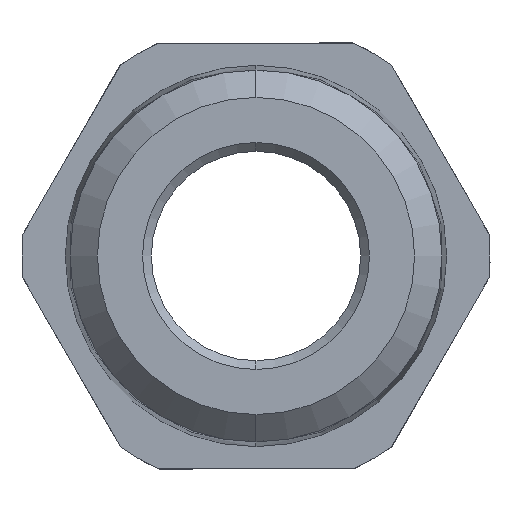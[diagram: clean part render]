
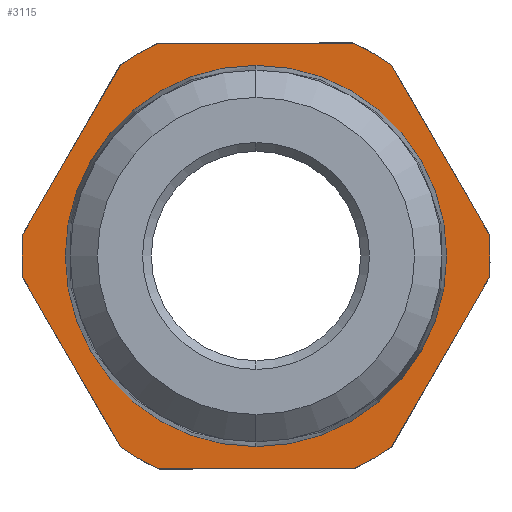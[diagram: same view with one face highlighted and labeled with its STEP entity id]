
A CAD part, left-side view. The second image highlights one B-rep face of the part: STEP entity #3115.
In plain terms, the highlighted planar face has unit normal (-1, 0, 0).
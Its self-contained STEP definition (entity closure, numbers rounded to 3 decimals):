
#86 = LINE ( 'NONE', #3954, #2481 ) ;
#94 = EDGE_CURVE ( 'NONE', #219, #2533, #3743, .T. ) ;
#137 = DIRECTION ( 'NONE',  ( 0., 0., 1. ) ) ;
#171 = DIRECTION ( 'NONE',  ( -1., 0., 0. ) ) ;
#201 = VERTEX_POINT ( 'NONE', #1764 ) ;
#211 = ORIENTED_EDGE ( 'NONE', *, *, #2519, .T. ) ;
#218 = CIRCLE ( 'NONE', #2081, 13.2 ) ;
#219 = VERTEX_POINT ( 'NONE', #1198 ) ;
#282 = VERTEX_POINT ( 'NONE', #3734 ) ;
#485 = DIRECTION ( 'NONE',  ( 0., 0., 1. ) ) ;
#491 = DIRECTION ( 'NONE',  ( -1., 0., 0. ) ) ;
#495 = DIRECTION ( 'NONE',  ( 0., 0.5, 0.866 ) ) ;
#535 = DIRECTION ( 'NONE',  ( 0., 1., 0. ) ) ;
#569 = ORIENTED_EDGE ( 'NONE', *, *, #3173, .T. ) ;
#581 = ORIENTED_EDGE ( 'NONE', *, *, #2970, .T. ) ;
#593 = VERTEX_POINT ( 'NONE', #2342 ) ;
#640 = EDGE_CURVE ( 'NONE', #1383, #3598, #2370, .T. ) ;
#660 = LINE ( 'NONE', #1804, #1531 ) ;
#662 = VERTEX_POINT ( 'NONE', #2611 ) ;
#715 = CIRCLE ( 'NONE', #1809, 13.2 ) ;
#737 = PLANE ( 'NONE',  #1754 ) ;
#746 = VECTOR ( 'NONE', #2787, 1000. ) ;
#754 = EDGE_CURVE ( 'NONE', #282, #201, #660, .T. ) ;
#800 = AXIS2_PLACEMENT_3D ( 'NONE', #2527, #1877, #2506 ) ;
#804 = CARTESIAN_POINT ( 'NONE',  ( 20.2, 0., 0. ) ) ;
#815 = CARTESIAN_POINT ( 'NONE',  ( 20.2, -10.392, -6. ) ) ;
#846 = CIRCLE ( 'NONE', #1848, 13.2 ) ;
#866 = FACE_OUTER_BOUND ( 'NONE', #2276, .T. ) ;
#874 = ORIENTED_EDGE ( 'NONE', *, *, #999, .T. ) ;
#884 = CARTESIAN_POINT ( 'NONE',  ( 20.2, 0., 0. ) ) ;
#890 = CARTESIAN_POINT ( 'NONE',  ( 20.2, 10.392, 6. ) ) ;
#907 = DIRECTION ( 'NONE',  ( -1., 0., 0. ) ) ;
#999 = EDGE_CURVE ( 'NONE', #3598, #3638, #3003, .T. ) ;
#1094 = CIRCLE ( 'NONE', #3989, 10.75 ) ;
#1124 = DIRECTION ( 'NONE',  ( 0., 0., 1. ) ) ;
#1194 = DIRECTION ( 'NONE',  ( 0., 0., 1. ) ) ;
#1198 = CARTESIAN_POINT ( 'NONE',  ( 20.2, 0., 10.75 ) ) ;
#1205 = VERTEX_POINT ( 'NONE', #1797 ) ;
#1229 = LINE ( 'NONE', #890, #746 ) ;
#1316 = ORIENTED_EDGE ( 'NONE', *, *, #3443, .T. ) ;
#1383 = VERTEX_POINT ( 'NONE', #1887 ) ;
#1417 = DIRECTION ( 'NONE',  ( 0., 0., 1. ) ) ;
#1460 = EDGE_CURVE ( 'NONE', #2533, #219, #1094, .T. ) ;
#1508 = DIRECTION ( 'NONE',  ( 0., -1., 0. ) ) ;
#1531 = VECTOR ( 'NONE', #1758, 1000. ) ;
#1617 = CARTESIAN_POINT ( 'NONE',  ( 20.2, 0., -10.75 ) ) ;
#1668 = CARTESIAN_POINT ( 'NONE',  ( 20.2, 0., 0. ) ) ;
#1674 = AXIS2_PLACEMENT_3D ( 'NONE', #2967, #1744, #485 ) ;
#1702 = CARTESIAN_POINT ( 'NONE',  ( 20.2, -10.392, 6. ) ) ;
#1744 = DIRECTION ( 'NONE',  ( -1., 0., 0. ) ) ;
#1754 = AXIS2_PLACEMENT_3D ( 'NONE', #1617, #3804, #2344 ) ;
#1758 = DIRECTION ( 'NONE',  ( 0., -0.5, -0.866 ) ) ;
#1764 = CARTESIAN_POINT ( 'NONE',  ( 20.2, 7.643, -10.762 ) ) ;
#1788 = ORIENTED_EDGE ( 'NONE', *, *, #3630, .T. ) ;
#1792 = CARTESIAN_POINT ( 'NONE',  ( 20.2, 0., -10.75 ) ) ;
#1797 = CARTESIAN_POINT ( 'NONE',  ( 20.2, 7.643, 10.762 ) ) ;
#1804 = CARTESIAN_POINT ( 'NONE',  ( 20.2, 10.392, -6. ) ) ;
#1809 = AXIS2_PLACEMENT_3D ( 'NONE', #884, #1818, #1194 ) ;
#1818 = DIRECTION ( 'NONE',  ( -1., 0., 0. ) ) ;
#1824 = CARTESIAN_POINT ( 'NONE',  ( 20.2, 0., 0. ) ) ;
#1848 = AXIS2_PLACEMENT_3D ( 'NONE', #804, #491, #1417 ) ;
#1877 = DIRECTION ( 'NONE',  ( -1., 0., 0. ) ) ;
#1886 = ORIENTED_EDGE ( 'NONE', *, *, #2840, .T. ) ;
#1887 = CARTESIAN_POINT ( 'NONE',  ( 20.2, -5.499, -12. ) ) ;
#1917 = ORIENTED_EDGE ( 'NONE', *, *, #2253, .T. ) ;
#1987 = FACE_BOUND ( 'NONE', #2562, .T. ) ;
#2012 = DIRECTION ( 'NONE',  ( -1., 0., 0. ) ) ;
#2021 = CARTESIAN_POINT ( 'NONE',  ( 20.2, 0., 0. ) ) ;
#2081 = AXIS2_PLACEMENT_3D ( 'NONE', #2958, #171, #1124 ) ;
#2090 = ORIENTED_EDGE ( 'NONE', *, *, #1460, .F. ) ;
#2129 = AXIS2_PLACEMENT_3D ( 'NONE', #2021, #2948, #2352 ) ;
#2194 = VECTOR ( 'NONE', #1508, 1000. ) ;
#2226 = ORIENTED_EDGE ( 'NONE', *, *, #3504, .T. ) ;
#2253 = EDGE_CURVE ( 'NONE', #662, #2424, #86, .T. ) ;
#2276 = EDGE_LOOP ( 'NONE', ( #874, #1886, #569, #1788, #1917, #2226, #1316, #581, #2779, #211, #3145, #2524 ) ) ;
#2342 = CARTESIAN_POINT ( 'NONE',  ( 20.2, 5.499, -12. ) ) ;
#2344 = DIRECTION ( 'NONE',  ( 0., 0., 1. ) ) ;
#2351 = CARTESIAN_POINT ( 'NONE',  ( 20.2, -7.643, -10.762 ) ) ;
#2352 = DIRECTION ( 'NONE',  ( 0., 0., 1. ) ) ;
#2363 = EDGE_CURVE ( 'NONE', #593, #1383, #3075, .T. ) ;
#2370 = CIRCLE ( 'NONE', #2129, 13.2 ) ;
#2415 = CARTESIAN_POINT ( 'NONE',  ( 20.2, 5.499, 12. ) ) ;
#2424 = VERTEX_POINT ( 'NONE', #2415 ) ;
#2473 = VERTEX_POINT ( 'NONE', #3691 ) ;
#2481 = VECTOR ( 'NONE', #535, 1000. ) ;
#2506 = DIRECTION ( 'NONE',  ( 0., 0., 1. ) ) ;
#2519 = EDGE_CURVE ( 'NONE', #201, #593, #2914, .T. ) ;
#2524 = ORIENTED_EDGE ( 'NONE', *, *, #640, .T. ) ;
#2527 = CARTESIAN_POINT ( 'NONE',  ( 20.2, 0., 0. ) ) ;
#2533 = VERTEX_POINT ( 'NONE', #1792 ) ;
#2538 = CARTESIAN_POINT ( 'NONE',  ( 20.2, -7.643, 10.762 ) ) ;
#2562 = EDGE_LOOP ( 'NONE', ( #3792, #2090 ) ) ;
#2611 = CARTESIAN_POINT ( 'NONE',  ( 20.2, -5.499, 12. ) ) ;
#2691 = VECTOR ( 'NONE', #495, 1000. ) ;
#2749 = LINE ( 'NONE', #1702, #2691 ) ;
#2779 = ORIENTED_EDGE ( 'NONE', *, *, #754, .T. ) ;
#2787 = DIRECTION ( 'NONE',  ( 0., 0.5, -0.866 ) ) ;
#2840 = EDGE_CURVE ( 'NONE', #3638, #2971, #218, .T. ) ;
#2914 = CIRCLE ( 'NONE', #3612, 13.2 ) ;
#2948 = DIRECTION ( 'NONE',  ( -1., 0., 0. ) ) ;
#2958 = CARTESIAN_POINT ( 'NONE',  ( 20.2, 0., 0. ) ) ;
#2967 = CARTESIAN_POINT ( 'NONE',  ( 20.2, 0., 0. ) ) ;
#2970 = EDGE_CURVE ( 'NONE', #2473, #282, #715, .T. ) ;
#2971 = VERTEX_POINT ( 'NONE', #3969 ) ;
#3003 = LINE ( 'NONE', #815, #3293 ) ;
#3075 = LINE ( 'NONE', #3704, #2194 ) ;
#3115 = ADVANCED_FACE ( 'NONE', ( #1987, #866 ), #737, .T. ) ;
#3145 = ORIENTED_EDGE ( 'NONE', *, *, #2363, .T. ) ;
#3173 = EDGE_CURVE ( 'NONE', #2971, #3535, #2749, .T. ) ;
#3247 = CIRCLE ( 'NONE', #800, 13.2 ) ;
#3293 = VECTOR ( 'NONE', #3912, 1000. ) ;
#3443 = EDGE_CURVE ( 'NONE', #1205, #2473, #1229, .T. ) ;
#3504 = EDGE_CURVE ( 'NONE', #2424, #1205, #3247, .T. ) ;
#3535 = VERTEX_POINT ( 'NONE', #2538 ) ;
#3598 = VERTEX_POINT ( 'NONE', #2351 ) ;
#3612 = AXIS2_PLACEMENT_3D ( 'NONE', #1824, #907, #4056 ) ;
#3630 = EDGE_CURVE ( 'NONE', #3535, #662, #846, .T. ) ;
#3638 = VERTEX_POINT ( 'NONE', #3930 ) ;
#3691 = CARTESIAN_POINT ( 'NONE',  ( 20.2, 13.142, 1.238 ) ) ;
#3704 = CARTESIAN_POINT ( 'NONE',  ( 20.2, 0., -12. ) ) ;
#3734 = CARTESIAN_POINT ( 'NONE',  ( 20.2, 13.142, -1.238 ) ) ;
#3743 = CIRCLE ( 'NONE', #1674, 10.75 ) ;
#3792 = ORIENTED_EDGE ( 'NONE', *, *, #94, .F. ) ;
#3804 = DIRECTION ( 'NONE',  ( -1., 0., 0. ) ) ;
#3912 = DIRECTION ( 'NONE',  ( 0., -0.5, 0.866 ) ) ;
#3930 = CARTESIAN_POINT ( 'NONE',  ( 20.2, -13.142, -1.238 ) ) ;
#3954 = CARTESIAN_POINT ( 'NONE',  ( 20.2, 0., 12. ) ) ;
#3969 = CARTESIAN_POINT ( 'NONE',  ( 20.2, -13.142, 1.238 ) ) ;
#3989 = AXIS2_PLACEMENT_3D ( 'NONE', #1668, #2012, #137 ) ;
#4056 = DIRECTION ( 'NONE',  ( 0., 0., 1. ) ) ;
